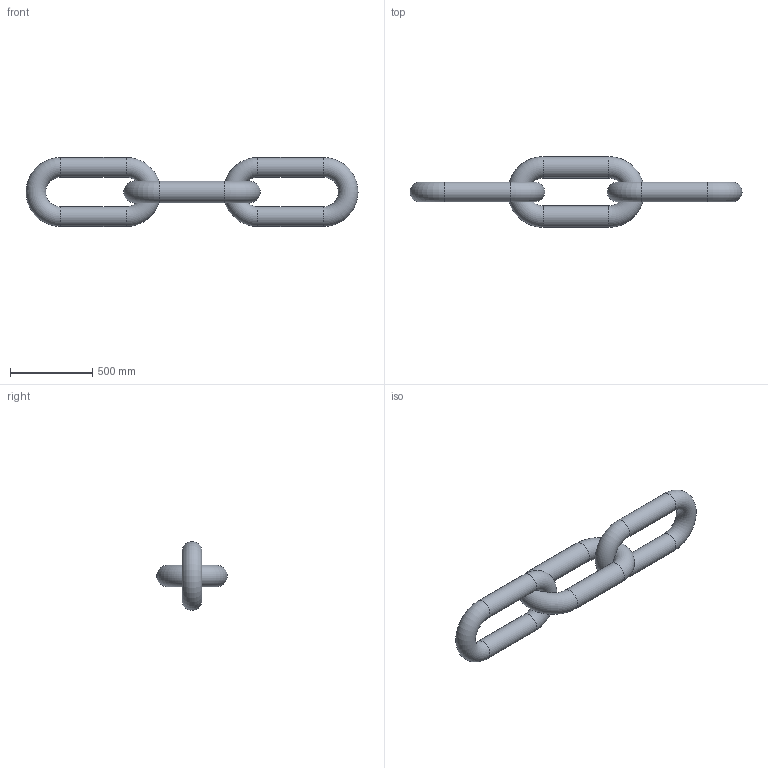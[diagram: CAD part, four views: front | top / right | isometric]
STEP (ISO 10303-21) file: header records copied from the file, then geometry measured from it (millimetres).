
FILE_DESCRIPTION(('FreeCAD Model'),'2;1');
FILE_NAME('chain.step','2018-09-12T05:53:16',( 'Author'),(''),'Open CASCADE STEP processor 7.2','FreeCAD','Unknown' );
FILE_SCHEMA(('AUTOMOTIVE_DESIGN { 1 0 10303 214 1 1 1 1 }'));
Length unit declared in the file: millimetre
Products named in the file (1): Fusion
Bounding box: 2020 x 430 x 420 mm (x, y, z)
Volume: 62108070.3 mm3; surface area: 1952527.3 mm2
Topology: 1 solids, 1 shells, 12 faces, 36 edges, 20 vertices
Faces by surface type: cylinder 6, torus 6
Full cylindrical faces by diameter (mm): 120 x4, 130 x2
Entity records: 2295 total; most frequent: CARTESIAN_POINT 1558, DIRECTION 104, ORIENTED_EDGE 72, PCURVE 72, DEFINITIONAL_REPRESENTATION 72, B_SPLINE_CURVE_WITH_KNOTS 52, EDGE_CURVE 36, AXIS2_PLACEMENT_3D 35
